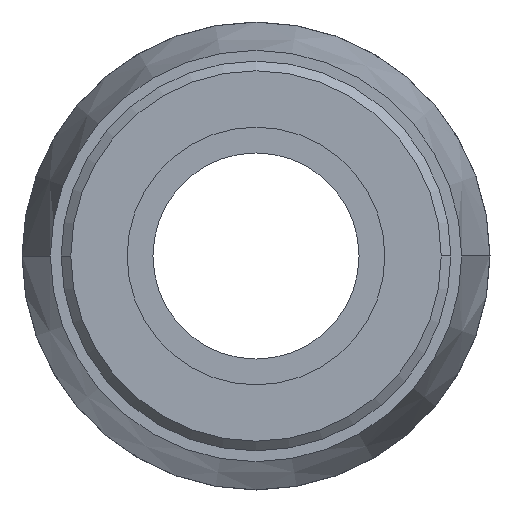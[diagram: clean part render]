
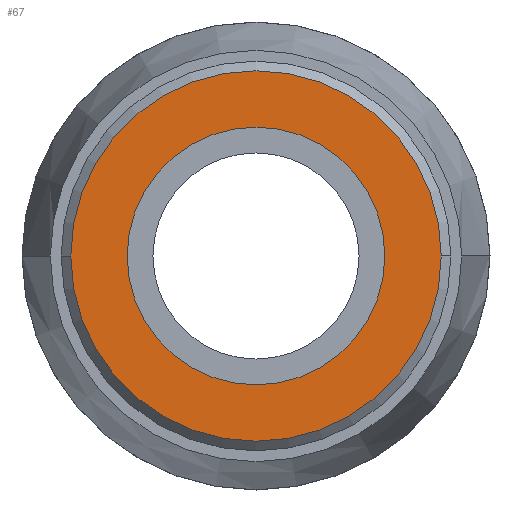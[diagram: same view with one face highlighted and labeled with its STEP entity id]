
A CAD part, left-side view. The second image highlights one B-rep face of the part: STEP entity #67.
In plain terms, the highlighted planar face has unit normal (-1, 0, 0).
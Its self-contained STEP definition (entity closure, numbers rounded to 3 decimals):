
#67=ADVANCED_FACE('',(#131,#132),#133,.T.);
#131=FACE_BOUND('',#219,.T.);
#132=FACE_OUTER_BOUND('',#220,.T.);
#133=PLANE('',#221);
#219=EDGE_LOOP('',(#410,#411));
#220=EDGE_LOOP('',(#412,#413));
#221=AXIS2_PLACEMENT_3D('',#414,#415,#416);
#410=ORIENTED_EDGE('',*,*,#604,.T.);
#411=ORIENTED_EDGE('',*,*,#594,.T.);
#412=ORIENTED_EDGE('',*,*,#585,.F.);
#413=ORIENTED_EDGE('',*,*,#605,.F.);
#414=CARTESIAN_POINT('',(-36.0,2.875,0.0));
#415=DIRECTION('',(-1.0,-0.0,0.0));
#416=DIRECTION('',(0.0,-1.0,-0.0));
#585=EDGE_CURVE('',#698,#700,#701,.T.);
#594=EDGE_CURVE('',#712,#716,#718,.T.);
#604=EDGE_CURVE('',#716,#712,#732,.T.);
#605=EDGE_CURVE('',#700,#698,#733,.T.);
#698=VERTEX_POINT('',#850);
#700=VERTEX_POINT('',#853);
#701=CIRCLE('',#854,5.75);
#712=VERTEX_POINT('',#868);
#716=VERTEX_POINT('',#873);
#718=CIRCLE('',#876,4.0);
#732=CIRCLE('',#892,4.0);
#733=CIRCLE('',#893,5.75);
#850=CARTESIAN_POINT('',(-36.0,5.75,0.0));
#853=CARTESIAN_POINT('',(-36.0,-5.75,0.));
#854=AXIS2_PLACEMENT_3D('',#987,#988,#989);
#868=CARTESIAN_POINT('',(-36.0,0.,-4.0));
#873=CARTESIAN_POINT('',(-36.0,0.,4.0));
#876=AXIS2_PLACEMENT_3D('',#1004,#1005,#1006);
#892=AXIS2_PLACEMENT_3D('',#1030,#1031,#1032);
#893=AXIS2_PLACEMENT_3D('',#1033,#1034,#1035);
#987=CARTESIAN_POINT('',(-36.0,0.0,0.0));
#988=DIRECTION('',(1.0,0.0,0.0));
#989=DIRECTION('',(0.0,1.0,0.0));
#1004=CARTESIAN_POINT('',(-36.0,0.0,0.0));
#1005=DIRECTION('',(1.0,0.0,0.0));
#1006=DIRECTION('',(0.0,0.0,-1.0));
#1030=CARTESIAN_POINT('',(-36.0,0.0,0.0));
#1031=DIRECTION('',(1.0,0.0,0.0));
#1032=DIRECTION('',(0.0,0.0,-1.0));
#1033=CARTESIAN_POINT('',(-36.0,0.0,0.0));
#1034=DIRECTION('',(1.0,0.0,0.0));
#1035=DIRECTION('',(0.0,1.0,0.0));
